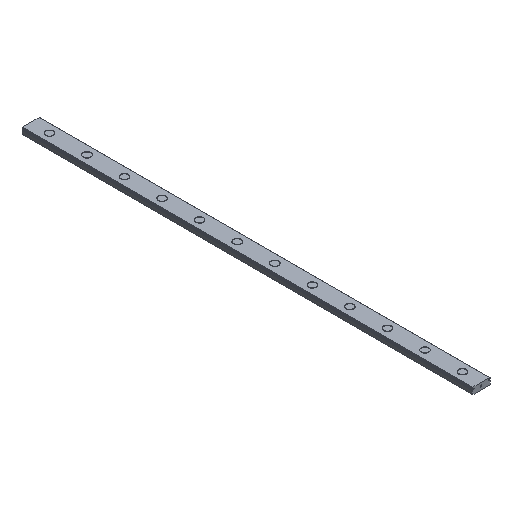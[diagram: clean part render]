
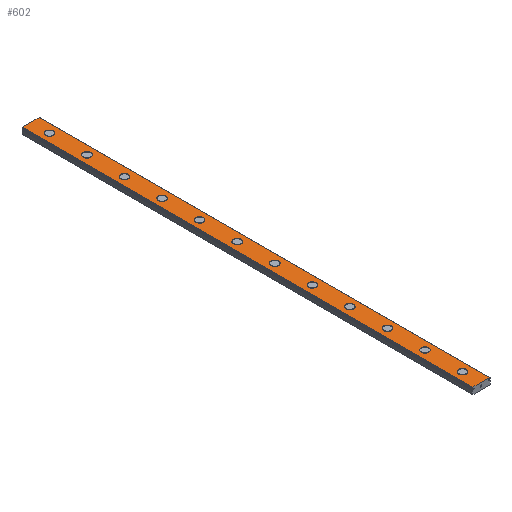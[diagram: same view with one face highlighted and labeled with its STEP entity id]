
A CAD part, isometric view. The second image highlights one B-rep face of the part: STEP entity #602.
In plain terms, the highlighted planar face has unit normal (0, 0, 1).
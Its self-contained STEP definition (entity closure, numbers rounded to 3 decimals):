
#602=ADVANCED_FACE('',(#1229,#1230,#1231,#1232,#1233,#1234,#1235,#1236,#1237,#1238,#1239,#1240,#1241),#1242,.T.);
#1229=FACE_BOUND('',#1886,.T.);
#1230=FACE_BOUND('',#1887,.T.);
#1231=FACE_BOUND('',#1888,.T.);
#1232=FACE_BOUND('',#1889,.T.);
#1233=FACE_BOUND('',#1890,.T.);
#1234=FACE_BOUND('',#1891,.T.);
#1235=FACE_BOUND('',#1892,.T.);
#1236=FACE_BOUND('',#1893,.T.);
#1237=FACE_BOUND('',#1894,.T.);
#1238=FACE_BOUND('',#1895,.T.);
#1239=FACE_BOUND('',#1896,.T.);
#1240=FACE_BOUND('',#1897,.T.);
#1241=FACE_OUTER_BOUND('',#1898,.T.);
#1242=PLANE('',#1899);
#1886=EDGE_LOOP('',(#3562,#3563));
#1887=EDGE_LOOP('',(#3564,#3565));
#1888=EDGE_LOOP('',(#3566,#3567));
#1889=EDGE_LOOP('',(#3568,#3569));
#1890=EDGE_LOOP('',(#3570,#3571));
#1891=EDGE_LOOP('',(#3572,#3573));
#1892=EDGE_LOOP('',(#3574,#3575));
#1893=EDGE_LOOP('',(#3576,#3577));
#1894=EDGE_LOOP('',(#3578,#3579));
#1895=EDGE_LOOP('',(#3580,#3581));
#1896=EDGE_LOOP('',(#3582,#3583));
#1897=EDGE_LOOP('',(#3584,#3585));
#1898=EDGE_LOOP('',(#3586,#3587,#3588,#3589));
#1899=AXIS2_PLACEMENT_3D('',#3590,#3591,#3592);
#3562=ORIENTED_EDGE('',*,*,#3865,.T.);
#3563=ORIENTED_EDGE('',*,*,#4299,.T.);
#3564=ORIENTED_EDGE('',*,*,#3855,.T.);
#3565=ORIENTED_EDGE('',*,*,#4305,.T.);
#3566=ORIENTED_EDGE('',*,*,#3845,.T.);
#3567=ORIENTED_EDGE('',*,*,#4311,.T.);
#3568=ORIENTED_EDGE('',*,*,#3835,.T.);
#3569=ORIENTED_EDGE('',*,*,#4317,.T.);
#3570=ORIENTED_EDGE('',*,*,#3825,.T.);
#3571=ORIENTED_EDGE('',*,*,#4323,.T.);
#3572=ORIENTED_EDGE('',*,*,#3815,.T.);
#3573=ORIENTED_EDGE('',*,*,#4329,.T.);
#3574=ORIENTED_EDGE('',*,*,#3805,.T.);
#3575=ORIENTED_EDGE('',*,*,#4335,.T.);
#3576=ORIENTED_EDGE('',*,*,#3795,.T.);
#3577=ORIENTED_EDGE('',*,*,#4341,.T.);
#3578=ORIENTED_EDGE('',*,*,#3785,.T.);
#3579=ORIENTED_EDGE('',*,*,#4347,.T.);
#3580=ORIENTED_EDGE('',*,*,#3775,.T.);
#3581=ORIENTED_EDGE('',*,*,#4353,.T.);
#3582=ORIENTED_EDGE('',*,*,#3765,.T.);
#3583=ORIENTED_EDGE('',*,*,#4359,.T.);
#3584=ORIENTED_EDGE('',*,*,#3755,.T.);
#3585=ORIENTED_EDGE('',*,*,#4365,.T.);
#3586=ORIENTED_EDGE('',*,*,#4286,.T.);
#3587=ORIENTED_EDGE('',*,*,#4395,.F.);
#3588=ORIENTED_EDGE('',*,*,#4168,.F.);
#3589=ORIENTED_EDGE('',*,*,#4393,.T.);
#3590=CARTESIAN_POINT('',(0.0,360.0,5.2));
#3591=DIRECTION('',(0.0,0.0,1.0));
#3592=DIRECTION('',(-1.0,0.0,-0.0));
#3755=EDGE_CURVE('',#4456,#4453,#4457,.T.);
#3765=EDGE_CURVE('',#4474,#4471,#4475,.T.);
#3775=EDGE_CURVE('',#4492,#4489,#4493,.T.);
#3785=EDGE_CURVE('',#4510,#4507,#4511,.T.);
#3795=EDGE_CURVE('',#4528,#4525,#4529,.T.);
#3805=EDGE_CURVE('',#4546,#4543,#4547,.T.);
#3815=EDGE_CURVE('',#4564,#4561,#4565,.T.);
#3825=EDGE_CURVE('',#4582,#4579,#4583,.T.);
#3835=EDGE_CURVE('',#4600,#4597,#4601,.T.);
#3845=EDGE_CURVE('',#4618,#4615,#4619,.T.);
#3855=EDGE_CURVE('',#4636,#4633,#4637,.T.);
#3865=EDGE_CURVE('',#4654,#4651,#4655,.T.);
#4168=EDGE_CURVE('',#5094,#5096,#5097,.T.);
#4286=EDGE_CURVE('',#5285,#5283,#5286,.T.);
#4299=EDGE_CURVE('',#4651,#4654,#5308,.T.);
#4305=EDGE_CURVE('',#4633,#4636,#5314,.T.);
#4311=EDGE_CURVE('',#4615,#4618,#5320,.T.);
#4317=EDGE_CURVE('',#4597,#4600,#5326,.T.);
#4323=EDGE_CURVE('',#4579,#4582,#5332,.T.);
#4329=EDGE_CURVE('',#4561,#4564,#5338,.T.);
#4335=EDGE_CURVE('',#4543,#4546,#5344,.T.);
#4341=EDGE_CURVE('',#4525,#4528,#5350,.T.);
#4347=EDGE_CURVE('',#4507,#4510,#5356,.T.);
#4353=EDGE_CURVE('',#4489,#4492,#5362,.T.);
#4359=EDGE_CURVE('',#4471,#4474,#5368,.T.);
#4365=EDGE_CURVE('',#4453,#4456,#5374,.T.);
#4393=EDGE_CURVE('',#5094,#5285,#5402,.T.);
#4395=EDGE_CURVE('',#5096,#5283,#5404,.T.);
#4453=VERTEX_POINT('',#5468);
#4456=VERTEX_POINT('',#5472);
#4457=CIRCLE('',#5473,3.0);
#4471=VERTEX_POINT('',#5490);
#4474=VERTEX_POINT('',#5494);
#4475=CIRCLE('',#5495,3.0);
#4489=VERTEX_POINT('',#5512);
#4492=VERTEX_POINT('',#5516);
#4493=CIRCLE('',#5517,3.0);
#4507=VERTEX_POINT('',#5534);
#4510=VERTEX_POINT('',#5538);
#4511=CIRCLE('',#5539,3.0);
#4525=VERTEX_POINT('',#5556);
#4528=VERTEX_POINT('',#5560);
#4529=CIRCLE('',#5561,3.0);
#4543=VERTEX_POINT('',#5578);
#4546=VERTEX_POINT('',#5582);
#4547=CIRCLE('',#5583,3.0);
#4561=VERTEX_POINT('',#5600);
#4564=VERTEX_POINT('',#5604);
#4565=CIRCLE('',#5605,3.0);
#4579=VERTEX_POINT('',#5622);
#4582=VERTEX_POINT('',#5626);
#4583=CIRCLE('',#5627,3.0);
#4597=VERTEX_POINT('',#5644);
#4600=VERTEX_POINT('',#5648);
#4601=CIRCLE('',#5649,3.0);
#4615=VERTEX_POINT('',#5666);
#4618=VERTEX_POINT('',#5670);
#4619=CIRCLE('',#5671,3.0);
#4633=VERTEX_POINT('',#5688);
#4636=VERTEX_POINT('',#5692);
#4637=CIRCLE('',#5693,3.0);
#4651=VERTEX_POINT('',#5710);
#4654=VERTEX_POINT('',#5714);
#4655=CIRCLE('',#5715,3.0);
#5094=VERTEX_POINT('',#6298);
#5096=VERTEX_POINT('',#6301);
#5097=LINE('',#6302,#6303);
#5283=VERTEX_POINT('',#6567);
#5285=VERTEX_POINT('',#6570);
#5286=LINE('',#6571,#6572);
#5308=CIRCLE('',#6598,3.0);
#5314=CIRCLE('',#6604,3.0);
#5320=CIRCLE('',#6610,3.0);
#5326=CIRCLE('',#6616,3.0);
#5332=CIRCLE('',#6622,3.0);
#5338=CIRCLE('',#6628,3.0);
#5344=CIRCLE('',#6634,3.0);
#5350=CIRCLE('',#6640,3.0);
#5356=CIRCLE('',#6646,3.0);
#5362=CIRCLE('',#6652,3.0);
#5368=CIRCLE('',#6658,3.0);
#5374=CIRCLE('',#6664,3.0);
#5402=LINE('',#6703,#6704);
#5404=LINE('',#6706,#6707);
#5468=CARTESIAN_POINT('',(3.0,15.0,5.2));
#5472=CARTESIAN_POINT('',(-3.0,15.0,5.2));
#5473=AXIS2_PLACEMENT_3D('',#6775,#6776,#6777);
#5490=CARTESIAN_POINT('',(3.0,45.0,5.2));
#5494=CARTESIAN_POINT('',(-3.0,45.0,5.2));
#5495=AXIS2_PLACEMENT_3D('',#6791,#6792,#6793);
#5512=CARTESIAN_POINT('',(3.0,75.0,5.2));
#5516=CARTESIAN_POINT('',(-3.0,75.0,5.2));
#5517=AXIS2_PLACEMENT_3D('',#6807,#6808,#6809);
#5534=CARTESIAN_POINT('',(3.0,105.0,5.2));
#5538=CARTESIAN_POINT('',(-3.0,105.0,5.2));
#5539=AXIS2_PLACEMENT_3D('',#6823,#6824,#6825);
#5556=CARTESIAN_POINT('',(3.0,135.0,5.2));
#5560=CARTESIAN_POINT('',(-3.0,135.0,5.2));
#5561=AXIS2_PLACEMENT_3D('',#6839,#6840,#6841);
#5578=CARTESIAN_POINT('',(3.0,165.0,5.2));
#5582=CARTESIAN_POINT('',(-3.0,165.0,5.2));
#5583=AXIS2_PLACEMENT_3D('',#6855,#6856,#6857);
#5600=CARTESIAN_POINT('',(3.0,195.0,5.2));
#5604=CARTESIAN_POINT('',(-3.0,195.0,5.2));
#5605=AXIS2_PLACEMENT_3D('',#6871,#6872,#6873);
#5622=CARTESIAN_POINT('',(3.0,225.0,5.2));
#5626=CARTESIAN_POINT('',(-3.0,225.0,5.2));
#5627=AXIS2_PLACEMENT_3D('',#6887,#6888,#6889);
#5644=CARTESIAN_POINT('',(3.0,255.0,5.2));
#5648=CARTESIAN_POINT('',(-3.0,255.0,5.2));
#5649=AXIS2_PLACEMENT_3D('',#6903,#6904,#6905);
#5666=CARTESIAN_POINT('',(3.0,285.0,5.2));
#5670=CARTESIAN_POINT('',(-3.0,285.0,5.2));
#5671=AXIS2_PLACEMENT_3D('',#6919,#6920,#6921);
#5688=CARTESIAN_POINT('',(3.0,315.0,5.2));
#5692=CARTESIAN_POINT('',(-3.0,315.0,5.2));
#5693=AXIS2_PLACEMENT_3D('',#6935,#6936,#6937);
#5710=CARTESIAN_POINT('',(3.0,345.0,5.2));
#5714=CARTESIAN_POINT('',(-3.0,345.0,5.2));
#5715=AXIS2_PLACEMENT_3D('',#6951,#6952,#6953);
#6298=CARTESIAN_POINT('',(-6.7,360.0,5.2));
#6301=CARTESIAN_POINT('',(6.7,360.0,5.2));
#6302=CARTESIAN_POINT('',(-6.7,360.0,5.2));
#6303=VECTOR('',#7303,1.0);
#6567=CARTESIAN_POINT('',(6.7,0.0,5.2));
#6570=CARTESIAN_POINT('',(-6.7,0.0,5.2));
#6571=CARTESIAN_POINT('',(-6.7,0.0,5.2));
#6572=VECTOR('',#7425,1.0);
#6598=AXIS2_PLACEMENT_3D('',#7451,#7452,#7453);
#6604=AXIS2_PLACEMENT_3D('',#7460,#7461,#7462);
#6610=AXIS2_PLACEMENT_3D('',#7469,#7470,#7471);
#6616=AXIS2_PLACEMENT_3D('',#7478,#7479,#7480);
#6622=AXIS2_PLACEMENT_3D('',#7487,#7488,#7489);
#6628=AXIS2_PLACEMENT_3D('',#7496,#7497,#7498);
#6634=AXIS2_PLACEMENT_3D('',#7505,#7506,#7507);
#6640=AXIS2_PLACEMENT_3D('',#7514,#7515,#7516);
#6646=AXIS2_PLACEMENT_3D('',#7523,#7524,#7525);
#6652=AXIS2_PLACEMENT_3D('',#7532,#7533,#7534);
#6658=AXIS2_PLACEMENT_3D('',#7541,#7542,#7543);
#6664=AXIS2_PLACEMENT_3D('',#7550,#7551,#7552);
#6703=CARTESIAN_POINT('',(-6.7,360.0,5.2));
#6704=VECTOR('',#7570,1.0);
#6706=CARTESIAN_POINT('',(6.7,360.0,5.2));
#6707=VECTOR('',#7571,1.0);
#6775=CARTESIAN_POINT('',(0.0,15.0,5.2));
#6776=DIRECTION('',(0.0,0.0,-1.0));
#6777=DIRECTION('',(1.0,0.0,0.0));
#6791=CARTESIAN_POINT('',(0.0,45.0,5.2));
#6792=DIRECTION('',(0.0,0.0,-1.0));
#6793=DIRECTION('',(1.0,0.0,0.0));
#6807=CARTESIAN_POINT('',(0.0,75.0,5.2));
#6808=DIRECTION('',(0.0,0.0,-1.0));
#6809=DIRECTION('',(1.0,0.0,0.0));
#6823=CARTESIAN_POINT('',(0.0,105.0,5.2));
#6824=DIRECTION('',(0.0,0.0,-1.0));
#6825=DIRECTION('',(1.0,0.0,0.0));
#6839=CARTESIAN_POINT('',(0.0,135.0,5.2));
#6840=DIRECTION('',(0.0,0.0,-1.0));
#6841=DIRECTION('',(1.0,0.0,0.0));
#6855=CARTESIAN_POINT('',(0.0,165.0,5.2));
#6856=DIRECTION('',(0.0,0.0,-1.0));
#6857=DIRECTION('',(1.0,0.0,0.0));
#6871=CARTESIAN_POINT('',(0.0,195.0,5.2));
#6872=DIRECTION('',(0.0,0.0,-1.0));
#6873=DIRECTION('',(1.0,0.0,0.0));
#6887=CARTESIAN_POINT('',(0.0,225.0,5.2));
#6888=DIRECTION('',(0.0,0.0,-1.0));
#6889=DIRECTION('',(1.0,0.0,0.0));
#6903=CARTESIAN_POINT('',(0.0,255.0,5.2));
#6904=DIRECTION('',(0.0,0.0,-1.0));
#6905=DIRECTION('',(1.0,0.0,0.0));
#6919=CARTESIAN_POINT('',(0.0,285.0,5.2));
#6920=DIRECTION('',(0.0,0.0,-1.0));
#6921=DIRECTION('',(1.0,0.0,0.0));
#6935=CARTESIAN_POINT('',(0.0,315.0,5.2));
#6936=DIRECTION('',(0.0,0.0,-1.0));
#6937=DIRECTION('',(1.0,0.0,0.0));
#6951=CARTESIAN_POINT('',(0.0,345.0,5.2));
#6952=DIRECTION('',(0.0,0.0,-1.0));
#6953=DIRECTION('',(1.0,0.0,0.0));
#7303=DIRECTION('',(1.0,0.0,0.0));
#7425=DIRECTION('',(1.0,0.0,0.0));
#7451=CARTESIAN_POINT('',(0.0,345.0,5.2));
#7452=DIRECTION('',(0.0,0.0,-1.0));
#7453=DIRECTION('',(1.0,0.0,0.0));
#7460=CARTESIAN_POINT('',(0.0,315.0,5.2));
#7461=DIRECTION('',(0.0,0.0,-1.0));
#7462=DIRECTION('',(1.0,0.0,0.0));
#7469=CARTESIAN_POINT('',(0.0,285.0,5.2));
#7470=DIRECTION('',(0.0,0.0,-1.0));
#7471=DIRECTION('',(1.0,0.0,0.0));
#7478=CARTESIAN_POINT('',(0.0,255.0,5.2));
#7479=DIRECTION('',(0.0,0.0,-1.0));
#7480=DIRECTION('',(1.0,0.0,0.0));
#7487=CARTESIAN_POINT('',(0.0,225.0,5.2));
#7488=DIRECTION('',(0.0,0.0,-1.0));
#7489=DIRECTION('',(1.0,0.0,0.0));
#7496=CARTESIAN_POINT('',(0.0,195.0,5.2));
#7497=DIRECTION('',(0.0,0.0,-1.0));
#7498=DIRECTION('',(1.0,0.0,0.0));
#7505=CARTESIAN_POINT('',(0.0,165.0,5.2));
#7506=DIRECTION('',(0.0,0.0,-1.0));
#7507=DIRECTION('',(1.0,0.0,0.0));
#7514=CARTESIAN_POINT('',(0.0,135.0,5.2));
#7515=DIRECTION('',(0.0,0.0,-1.0));
#7516=DIRECTION('',(1.0,0.0,0.0));
#7523=CARTESIAN_POINT('',(0.0,105.0,5.2));
#7524=DIRECTION('',(0.0,0.0,-1.0));
#7525=DIRECTION('',(1.0,0.0,0.0));
#7532=CARTESIAN_POINT('',(0.0,75.0,5.2));
#7533=DIRECTION('',(0.0,0.0,-1.0));
#7534=DIRECTION('',(1.0,0.0,0.0));
#7541=CARTESIAN_POINT('',(0.0,45.0,5.2));
#7542=DIRECTION('',(0.0,0.0,-1.0));
#7543=DIRECTION('',(1.0,0.0,0.0));
#7550=CARTESIAN_POINT('',(0.0,15.0,5.2));
#7551=DIRECTION('',(0.0,0.0,-1.0));
#7552=DIRECTION('',(1.0,0.0,0.0));
#7570=DIRECTION('',(0.0,-1.0,0.0));
#7571=DIRECTION('',(0.0,-1.0,0.0));
